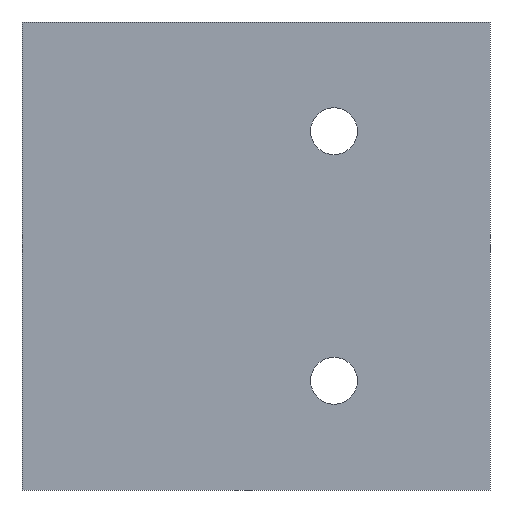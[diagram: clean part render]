
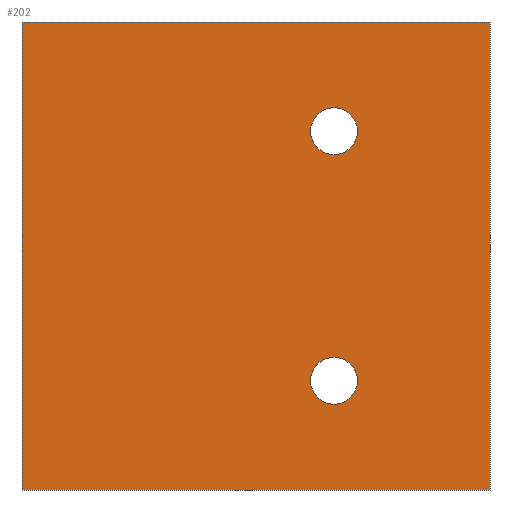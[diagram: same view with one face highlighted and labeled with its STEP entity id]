
A CAD part, front view. The second image highlights one B-rep face of the part: STEP entity #202.
In plain terms, the highlighted planar face has unit normal (0, -1, 0).
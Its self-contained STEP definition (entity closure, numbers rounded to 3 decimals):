
#19=LINE('',#334,#35);
#23=LINE('',#342,#39);
#26=LINE('',#348,#42);
#29=LINE('',#353,#45);
#35=VECTOR('',#282,10.);
#39=VECTOR('',#288,10.);
#42=VECTOR('',#293,10.);
#45=VECTOR('',#298,10.);
#55=FACE_BOUND('',#85,.T.);
#56=FACE_BOUND('',#86,.T.);
#68=FACE_OUTER_BOUND('',#84,.T.);
#84=EDGE_LOOP('',(#177,#178,#179,#180));
#85=EDGE_LOOP('',(#181));
#86=EDGE_LOOP('',(#182));
#90=CIRCLE('',#232,1.5);
#94=CIRCLE('',#239,1.5);
#98=VERTEX_POINT('',#315);
#102=VERTEX_POINT('',#328);
#103=VERTEX_POINT('',#332);
#104=VERTEX_POINT('',#333);
#107=VERTEX_POINT('',#341);
#109=VERTEX_POINT('',#347);
#116=EDGE_CURVE('',#98,#98,#90,.T.);
#122=EDGE_CURVE('',#102,#102,#94,.T.);
#123=EDGE_CURVE('',#103,#104,#19,.T.);
#127=EDGE_CURVE('',#107,#103,#23,.T.);
#130=EDGE_CURVE('',#109,#107,#26,.T.);
#133=EDGE_CURVE('',#104,#109,#29,.T.);
#177=ORIENTED_EDGE('',*,*,#133,.F.);
#178=ORIENTED_EDGE('',*,*,#123,.F.);
#179=ORIENTED_EDGE('',*,*,#127,.F.);
#180=ORIENTED_EDGE('',*,*,#130,.F.);
#181=ORIENTED_EDGE('',*,*,#116,.T.);
#182=ORIENTED_EDGE('',*,*,#122,.T.);
#190=PLANE('',#245);
#202=ADVANCED_FACE('',(#68,#55,#56),#190,.F.);
#232=AXIS2_PLACEMENT_3D('',#317,#262,#263);
#239=AXIS2_PLACEMENT_3D('',#330,#278,#279);
#245=AXIS2_PLACEMENT_3D('',#356,#302,#303);
#262=DIRECTION('center_axis',(0.,1.,0.));
#263=DIRECTION('ref_axis',(1.,0.,0.));
#278=DIRECTION('center_axis',(0.,1.,0.));
#279=DIRECTION('ref_axis',(1.,0.,0.));
#282=DIRECTION('',(0.,0.,-1.));
#288=DIRECTION('',(1.,0.,0.));
#293=DIRECTION('',(0.,0.,1.));
#298=DIRECTION('',(-1.,0.,0.));
#302=DIRECTION('center_axis',(0.,1.,0.));
#303=DIRECTION('ref_axis',(0.,0.,1.));
#315=CARTESIAN_POINT('',(-11.5,0.,-7.));
#317=CARTESIAN_POINT('Origin',(-10.,0.,-7.));
#328=CARTESIAN_POINT('',(-11.5,0.,-23.));
#330=CARTESIAN_POINT('Origin',(-10.,0.,-23.));
#332=CARTESIAN_POINT('',(0.,0.,0.));
#333=CARTESIAN_POINT('',(0.,0.,-30.));
#334=CARTESIAN_POINT('',(0.,0.,0.));
#341=CARTESIAN_POINT('',(-30.,0.,0.));
#342=CARTESIAN_POINT('',(-30.,0.,0.));
#347=CARTESIAN_POINT('',(-30.,0.,-30.));
#348=CARTESIAN_POINT('',(-30.,0.,-30.));
#353=CARTESIAN_POINT('',(0.,0.,-30.));
#356=CARTESIAN_POINT('Origin',(-15.,0.,-15.));
